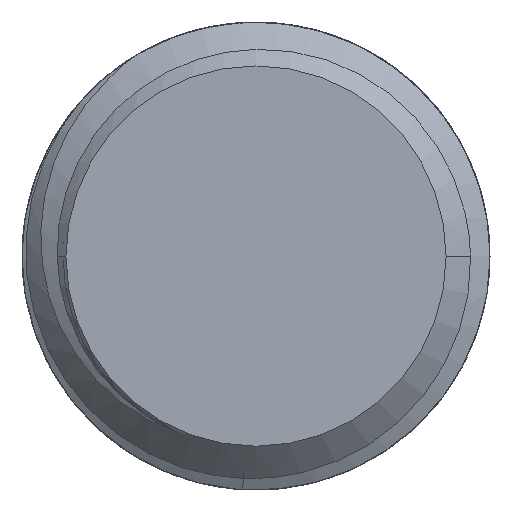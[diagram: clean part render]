
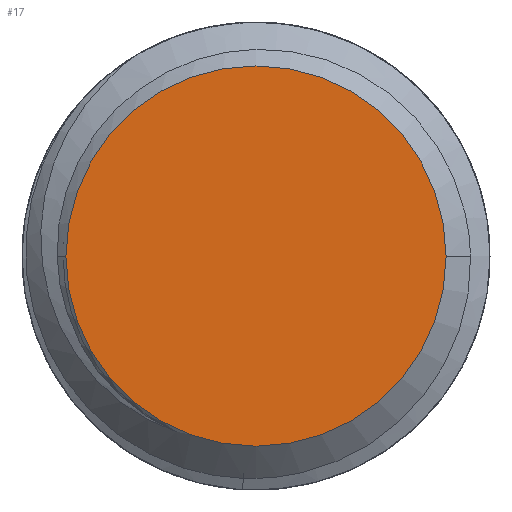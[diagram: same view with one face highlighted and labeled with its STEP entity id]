
A CAD part, front view. The second image highlights one B-rep face of the part: STEP entity #17.
In plain terms, the highlighted planar face has unit normal (0, -1, 0).
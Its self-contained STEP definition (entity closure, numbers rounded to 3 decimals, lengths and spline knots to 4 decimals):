
#17 = ADVANCED_FACE('',(#18),#33,.F.);
#18 = FACE_BOUND('',#19,.F.);
#19 = EDGE_LOOP('',(#20,#56,#80,#109));
#20 = ORIENTED_EDGE('',*,*,#21,.T.);
#21 = EDGE_CURVE('',#22,#24,#26,.T.);
#22 = VERTEX_POINT('',#23);
#23 = CARTESIAN_POINT('',(3.25,0.,0.));
#24 = VERTEX_POINT('',#25);
#25 = CARTESIAN_POINT('',(0.,0.,-3.25));
#26 = SURFACE_CURVE('',#27,(#32,#44),.PCURVE_S1.);
#27 = CIRCLE('',#28,3.25);
#28 = AXIS2_PLACEMENT_3D('',#29,#30,#31);
#29 = CARTESIAN_POINT('',(0.,0.,0.));
#30 = DIRECTION('',(0.,1.,0.));
#31 = DIRECTION('',(1.,0.,0.));
#32 = PCURVE('',#33,#38);
#33 = PLANE('',#34);
#34 = AXIS2_PLACEMENT_3D('',#35,#36,#37);
#35 = CARTESIAN_POINT('',(0.,0.,0.));
#36 = DIRECTION('',(0.,1.,0.));
#37 = DIRECTION('',(1.,0.,0.));
#38 = DEFINITIONAL_REPRESENTATION('',(#39),#43);
#39 = CIRCLE('',#40,3.25);
#40 = AXIS2_PLACEMENT_2D('',#41,#42);
#41 = CARTESIAN_POINT('',(0.,0.));
#42 = DIRECTION('',(1.,0.));
#43 = ( GEOMETRIC_REPRESENTATION_CONTEXT(2) 
PARAMETRIC_REPRESENTATION_CONTEXT() REPRESENTATION_CONTEXT('2D SPACE',''
  ) );
#44 = PCURVE('',#45,#50);
#45 = CONICAL_SURFACE('',#46,3.625,0.785);
#46 = AXIS2_PLACEMENT_3D('',#47,#48,#49);
#47 = CARTESIAN_POINT('',(0.,0.375,0.));
#48 = DIRECTION('',(0.,1.,0.));
#49 = DIRECTION('',(0.,0.,-1.));
#50 = DEFINITIONAL_REPRESENTATION('',(#51),#55);
#51 = LINE('',#52,#53);
#52 = CARTESIAN_POINT('',(-1.571,-0.375));
#53 = VECTOR('',#54,1.);
#54 = DIRECTION('',(1.,0.));
#55 = ( GEOMETRIC_REPRESENTATION_CONTEXT(2) 
PARAMETRIC_REPRESENTATION_CONTEXT() REPRESENTATION_CONTEXT('2D SPACE',''
  ) );
#56 = ORIENTED_EDGE('',*,*,#57,.T.);
#57 = EDGE_CURVE('',#24,#58,#60,.T.);
#58 = VERTEX_POINT('',#59);
#59 = CARTESIAN_POINT('',(-3.25,0.,0.));
#60 = SURFACE_CURVE('',#61,(#66,#73),.PCURVE_S1.);
#61 = CIRCLE('',#62,3.25);
#62 = AXIS2_PLACEMENT_3D('',#63,#64,#65);
#63 = CARTESIAN_POINT('',(0.,0.,0.));
#64 = DIRECTION('',(0.,1.,0.));
#65 = DIRECTION('',(0.,0.,-1.));
#66 = PCURVE('',#33,#67);
#67 = DEFINITIONAL_REPRESENTATION('',(#68),#72);
#68 = CIRCLE('',#69,3.25);
#69 = AXIS2_PLACEMENT_2D('',#70,#71);
#70 = CARTESIAN_POINT('',(0.,0.));
#71 = DIRECTION('',(0.,1.));
#72 = ( GEOMETRIC_REPRESENTATION_CONTEXT(2) 
PARAMETRIC_REPRESENTATION_CONTEXT() REPRESENTATION_CONTEXT('2D SPACE',''
  ) );
#73 = PCURVE('',#45,#74);
#74 = DEFINITIONAL_REPRESENTATION('',(#75),#79);
#75 = LINE('',#76,#77);
#76 = CARTESIAN_POINT('',(0.,-0.375));
#77 = VECTOR('',#78,1.);
#78 = DIRECTION('',(1.,0.));
#79 = ( GEOMETRIC_REPRESENTATION_CONTEXT(2) 
PARAMETRIC_REPRESENTATION_CONTEXT() REPRESENTATION_CONTEXT('2D SPACE',''
  ) );
#80 = ORIENTED_EDGE('',*,*,#81,.T.);
#81 = EDGE_CURVE('',#58,#82,#84,.T.);
#82 = VERTEX_POINT('',#83);
#83 = CARTESIAN_POINT('',(0.,0.,
    3.25));
#84 = SURFACE_CURVE('',#85,(#90,#97),.PCURVE_S1.);
#85 = CIRCLE('',#86,3.25);
#86 = AXIS2_PLACEMENT_3D('',#87,#88,#89);
#87 = CARTESIAN_POINT('',(0.,0.,0.));
#88 = DIRECTION('',(0.,1.,0.));
#89 = DIRECTION('',(-1.,0.,0.));
#90 = PCURVE('',#33,#91);
#91 = DEFINITIONAL_REPRESENTATION('',(#92),#96);
#92 = CIRCLE('',#93,3.25);
#93 = AXIS2_PLACEMENT_2D('',#94,#95);
#94 = CARTESIAN_POINT('',(0.,0.));
#95 = DIRECTION('',(-1.,0.));
#96 = ( GEOMETRIC_REPRESENTATION_CONTEXT(2) 
PARAMETRIC_REPRESENTATION_CONTEXT() REPRESENTATION_CONTEXT('2D SPACE',''
  ) );
#97 = PCURVE('',#98,#103);
#98 = CONICAL_SURFACE('',#99,3.4588,0.785);
#99 = AXIS2_PLACEMENT_3D('',#100,#101,#102);
#100 = CARTESIAN_POINT('',(0.,0.2088,0.));
#101 = DIRECTION('',(0.,1.,0.));
#102 = DIRECTION('',(0.,0.,-1.));
#103 = DEFINITIONAL_REPRESENTATION('',(#104),#108);
#104 = LINE('',#105,#106);
#105 = CARTESIAN_POINT('',(1.571,-0.209));
#106 = VECTOR('',#107,1.);
#107 = DIRECTION('',(1.,0.));
#108 = ( GEOMETRIC_REPRESENTATION_CONTEXT(2) 
PARAMETRIC_REPRESENTATION_CONTEXT() REPRESENTATION_CONTEXT('2D SPACE',''
  ) );
#109 = ORIENTED_EDGE('',*,*,#110,.T.);
#110 = EDGE_CURVE('',#82,#22,#111,.T.);
#111 = SURFACE_CURVE('',#112,(#117,#124),.PCURVE_S1.);
#112 = CIRCLE('',#113,3.25);
#113 = AXIS2_PLACEMENT_3D('',#114,#115,#116);
#114 = CARTESIAN_POINT('',(0.,0.,0.));
#115 = DIRECTION('',(0.,1.,0.));
#116 = DIRECTION('',(0.,0.,1.));
#117 = PCURVE('',#33,#118);
#118 = DEFINITIONAL_REPRESENTATION('',(#119),#123);
#119 = CIRCLE('',#120,3.25);
#120 = AXIS2_PLACEMENT_2D('',#121,#122);
#121 = CARTESIAN_POINT('',(0.,0.));
#122 = DIRECTION('',(0.,-1.));
#123 = ( GEOMETRIC_REPRESENTATION_CONTEXT(2) 
PARAMETRIC_REPRESENTATION_CONTEXT() REPRESENTATION_CONTEXT('2D SPACE',''
  ) );
#124 = PCURVE('',#98,#125);
#125 = DEFINITIONAL_REPRESENTATION('',(#126),#130);
#126 = LINE('',#127,#128);
#127 = CARTESIAN_POINT('',(3.142,-0.209));
#128 = VECTOR('',#129,1.);
#129 = DIRECTION('',(1.,0.));
#130 = ( GEOMETRIC_REPRESENTATION_CONTEXT(2) 
PARAMETRIC_REPRESENTATION_CONTEXT() REPRESENTATION_CONTEXT('2D SPACE',''
  ) );
